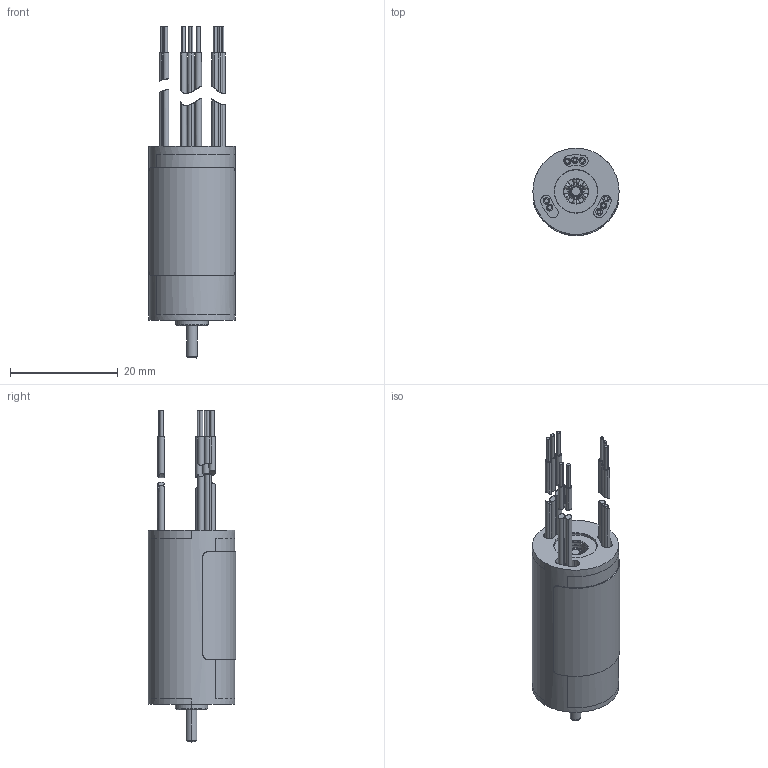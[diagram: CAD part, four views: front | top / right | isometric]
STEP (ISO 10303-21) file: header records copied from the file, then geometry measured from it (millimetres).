
FILE_DESCRIPTION((''),'2;1');
FILE_NAME('16BHS_ASM','2015-12-01T',('vinayak.bharmal'),(''),'PRO/ENGINEER BY PARAMETRIC TECHNOLOGY CORPORATION, 2014310','PRO/ENGINEER BY PARAMETRIC TECHNOLOGY CORPORATION, 2014310','');
FILE_SCHEMA(('CONFIG_CONTROL_DESIGN'));
Length unit declared in the file: millimetre
Products named in the file (1): 16BHS_ASM
Bounding box: 16 x 16.2 x 61.57 mm (x, y, z)
Volume: 6597.3 mm3; surface area: 3326.5 mm2
Topology: 9 solids, 16 shells, 268 faces, 622 edges, 374 vertices
Faces by surface type: cylinder 111, torus 48, plane 45, sphere 24, cone 22, extrusion 16, bspline 2
Entity records: 22517 total; most frequent: CARTESIAN_POINT 16453, DIRECTION 1383, ORIENTED_EDGE 1122, AXIS2_PLACEMENT_3D 611, EDGE_CURVE 574, VERTEX_POINT 374, CIRCLE 360, EDGE_LOOP 317
